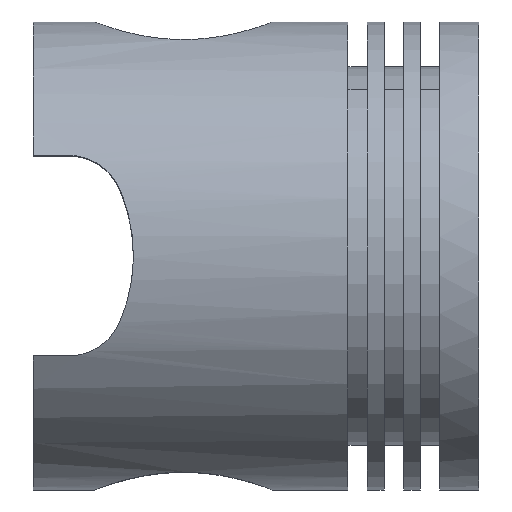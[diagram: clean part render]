
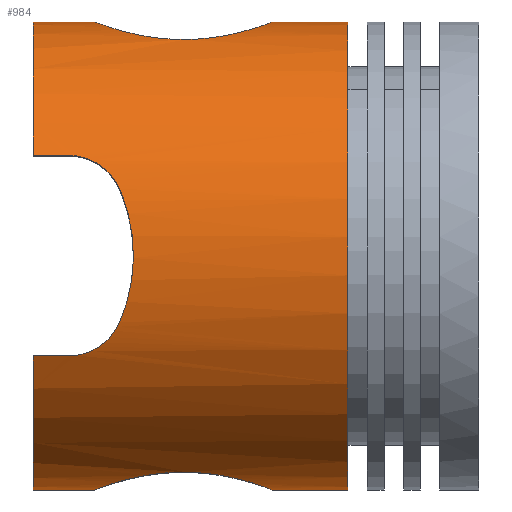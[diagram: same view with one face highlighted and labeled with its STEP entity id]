
A CAD part, top view. The second image highlights one B-rep face of the part: STEP entity #984.
In plain terms, the highlighted cylindrical face has radius 42 mm (diameter 84 mm), a partial arc.
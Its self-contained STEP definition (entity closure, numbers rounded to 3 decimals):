
#160=CARTESIAN_POINT('Vertex',(11.,42.,0.)) ;
#164=CARTESIAN_POINT('Control Point',(11.,42.,0.)) ;
#165=CARTESIAN_POINT('Control Point',(11.,42.,2.192)) ;
#166=CARTESIAN_POINT('Control Point',(11.375,41.857,4.383)) ;
#167=CARTESIAN_POINT('Control Point',(12.126,41.571,6.473)) ;
#168=CARTESIAN_POINT('Control Point',(13.794,40.983,9.432)) ;
#169=CARTESIAN_POINT('Control Point',(16.13,40.313,11.83)) ;
#170=CARTESIAN_POINT('Control Point',(17.037,40.075,12.604)) ;
#171=CARTESIAN_POINT('Control Point',(19.734,39.444,14.502)) ;
#172=CARTESIAN_POINT('Control Point',(22.876,38.971,15.679)) ;
#173=CARTESIAN_POINT('Control Point',(25.011,38.791,16.095)) ;
#174=CARTESIAN_POINT('Control Point',(29.516,38.76,16.189)) ;
#175=CARTESIAN_POINT('Control Point',(33.767,39.329,14.772)) ;
#176=CARTESIAN_POINT('Control Point',(35.79,39.755,13.656)) ;
#177=CARTESIAN_POINT('Control Point',(39.364,40.691,10.776)) ;
#178=CARTESIAN_POINT('Control Point',(41.744,41.521,6.825)) ;
#179=CARTESIAN_POINT('Control Point',(42.581,41.84,4.63)) ;
#180=CARTESIAN_POINT('Control Point',(43.,42.,2.315)) ;
#181=CARTESIAN_POINT('Control Point',(43.,42.,0.)) ;
#182=CARTESIAN_POINT('Vertex',(43.,42.,0.)) ;
#230=CARTESIAN_POINT('Vertex',(11.,-42.,0.)) ;
#252=CARTESIAN_POINT('Vertex',(43.,-42.,0.)) ;
#303=CARTESIAN_POINT('Vertex',(0.,-18.,37.947)) ;
#331=CARTESIAN_POINT('Vertex',(0.,-42.,0.)) ;
#334=CARTESIAN_POINT('Axis2P3D Location',(0.,0.,0.)) ;
#517=CARTESIAN_POINT('Vertex',(0.,18.,37.947)) ;
#520=CARTESIAN_POINT('Axis2P3D Location',(0.,0.,0.)) ;
#524=CARTESIAN_POINT('Vertex',(0.,42.,0.)) ;
#579=CARTESIAN_POINT('Line Origine',(3.165,18.,37.947)) ;
#583=CARTESIAN_POINT('Vertex',(6.33,18.,37.947)) ;
#652=CARTESIAN_POINT('Vertex',(6.33,-18.,37.947)) ;
#658=CARTESIAN_POINT('Control Point',(6.33,-18.,37.947)) ;
#659=CARTESIAN_POINT('Control Point',(8.702,-18.,37.947)) ;
#660=CARTESIAN_POINT('Control Point',(11.081,-17.289,38.286)) ;
#661=CARTESIAN_POINT('Control Point',(13.072,-15.909,38.938)) ;
#662=CARTESIAN_POINT('Control Point',(14.58,-14.097,39.624)) ;
#663=CARTESIAN_POINT('Control Point',(15.495,-12.,40.249)) ;
#664=CARTESIAN_POINT('Vertex',(15.495,-12.,40.249)) ;
#792=CARTESIAN_POINT('Control Point',(15.495,-12.,40.249)) ;
#793=CARTESIAN_POINT('Control Point',(16.44,-9.837,40.894)) ;
#794=CARTESIAN_POINT('Control Point',(17.184,-7.55,41.418)) ;
#795=CARTESIAN_POINT('Control Point',(17.705,-5.164,41.789)) ;
#796=CARTESIAN_POINT('Control Point',(18.26,-0.168,42.186)) ;
#797=CARTESIAN_POINT('Control Point',(17.773,4.842,41.838)) ;
#798=CARTESIAN_POINT('Control Point',(17.251,7.345,41.464)) ;
#799=CARTESIAN_POINT('Control Point',(16.482,9.74,40.923)) ;
#800=CARTESIAN_POINT('Control Point',(15.495,12.,40.249)) ;
#801=CARTESIAN_POINT('Vertex',(15.495,12.,40.249)) ;
#835=CARTESIAN_POINT('Control Point',(6.33,18.,37.947)) ;
#836=CARTESIAN_POINT('Control Point',(8.702,18.,37.947)) ;
#837=CARTESIAN_POINT('Control Point',(11.081,17.289,38.286)) ;
#838=CARTESIAN_POINT('Control Point',(13.072,15.909,38.938)) ;
#839=CARTESIAN_POINT('Control Point',(14.58,14.097,39.624)) ;
#840=CARTESIAN_POINT('Control Point',(15.495,12.,40.249)) ;
#870=CARTESIAN_POINT('Line Origine',(3.165,-18.,37.947)) ;
#883=CARTESIAN_POINT('Control Point',(11.,-42.,0.)) ;
#884=CARTESIAN_POINT('Control Point',(11.,-42.,2.192)) ;
#885=CARTESIAN_POINT('Control Point',(11.375,-41.857,4.383)) ;
#886=CARTESIAN_POINT('Control Point',(12.126,-41.571,6.473)) ;
#887=CARTESIAN_POINT('Control Point',(13.794,-40.983,9.432)) ;
#888=CARTESIAN_POINT('Control Point',(16.13,-40.313,11.83)) ;
#889=CARTESIAN_POINT('Control Point',(17.037,-40.075,12.604)) ;
#890=CARTESIAN_POINT('Control Point',(19.734,-39.444,14.502)) ;
#891=CARTESIAN_POINT('Control Point',(22.876,-38.971,15.679)) ;
#892=CARTESIAN_POINT('Control Point',(25.011,-38.791,16.095)) ;
#893=CARTESIAN_POINT('Control Point',(29.516,-38.76,16.189)) ;
#894=CARTESIAN_POINT('Control Point',(33.767,-39.329,14.772)) ;
#895=CARTESIAN_POINT('Control Point',(35.79,-39.755,13.656)) ;
#896=CARTESIAN_POINT('Control Point',(39.364,-40.691,10.776)) ;
#897=CARTESIAN_POINT('Control Point',(41.744,-41.521,6.825)) ;
#898=CARTESIAN_POINT('Control Point',(42.581,-41.84,4.63)) ;
#899=CARTESIAN_POINT('Control Point',(43.,-42.,2.315)) ;
#900=CARTESIAN_POINT('Control Point',(43.,-42.,0.)) ;
#926=CARTESIAN_POINT('Axis2P3D Location',(40.,0.,0.)) ;
#931=CARTESIAN_POINT('Line Origine',(40.,42.,0.)) ;
#936=CARTESIAN_POINT('Line Origine',(40.,-42.,0.)) ;
#941=CARTESIAN_POINT('Line Origine',(40.,-42.,0.)) ;
#945=CARTESIAN_POINT('Vertex',(56.5,-42.,0.)) ;
#948=CARTESIAN_POINT('Axis2P3D Location',(56.5,0.,0.)) ;
#952=CARTESIAN_POINT('Vertex',(56.5,36.858,20.136)) ;
#955=CARTESIAN_POINT('Axis2P3D Location',(56.5,0.,0.)) ;
#959=CARTESIAN_POINT('Vertex',(56.5,42.,0.)) ;
#962=CARTESIAN_POINT('Line Origine',(40.,42.,0.)) ;
#335=DIRECTION('Axis2P3D Direction',(1.,0.,0.)) ;
#521=DIRECTION('Axis2P3D Direction',(1.,0.,0.)) ;
#580=DIRECTION('Vector Direction',(-1.,0.,0.)) ;
#871=DIRECTION('Vector Direction',(-1.,0.,0.)) ;
#927=DIRECTION('Axis2P3D Direction',(1.,0.,0.)) ;
#928=DIRECTION('Axis2P3D XDirection',(0.,1.,0.)) ;
#932=DIRECTION('Vector Direction',(1.,0.,0.)) ;
#937=DIRECTION('Vector Direction',(1.,0.,0.)) ;
#942=DIRECTION('Vector Direction',(1.,0.,0.)) ;
#949=DIRECTION('Axis2P3D Direction',(1.,0.,0.)) ;
#956=DIRECTION('Axis2P3D Direction',(1.,0.,0.)) ;
#963=DIRECTION('Vector Direction',(1.,0.,0.)) ;
#336=AXIS2_PLACEMENT_3D('Circle Axis2P3D',#334,#335,$) ;
#522=AXIS2_PLACEMENT_3D('Circle Axis2P3D',#520,#521,$) ;
#929=AXIS2_PLACEMENT_3D('Cylinder Axis2P3D',#926,#927,#928) ;
#950=AXIS2_PLACEMENT_3D('Circle Axis2P3D',#948,#949,$) ;
#957=AXIS2_PLACEMENT_3D('Circle Axis2P3D',#955,#956,$) ;
#968=ORIENTED_EDGE('',*,*,#935,.F.) ;
#969=ORIENTED_EDGE('',*,*,#526,.T.) ;
#970=ORIENTED_EDGE('',*,*,#585,.F.) ;
#971=ORIENTED_EDGE('',*,*,#841,.T.) ;
#972=ORIENTED_EDGE('',*,*,#803,.F.) ;
#973=ORIENTED_EDGE('',*,*,#666,.T.) ;
#974=ORIENTED_EDGE('',*,*,#874,.T.) ;
#975=ORIENTED_EDGE('',*,*,#338,.T.) ;
#976=ORIENTED_EDGE('',*,*,#940,.T.) ;
#977=ORIENTED_EDGE('',*,*,#901,.T.) ;
#978=ORIENTED_EDGE('',*,*,#947,.T.) ;
#979=ORIENTED_EDGE('',*,*,#954,.F.) ;
#980=ORIENTED_EDGE('',*,*,#961,.F.) ;
#981=ORIENTED_EDGE('',*,*,#966,.F.) ;
#982=ORIENTED_EDGE('',*,*,#184,.F.) ;
#581=VECTOR('Line Direction',#580,1.) ;
#872=VECTOR('Line Direction',#871,1.) ;
#933=VECTOR('Line Direction',#932,1.) ;
#938=VECTOR('Line Direction',#937,1.) ;
#943=VECTOR('Line Direction',#942,1.) ;
#964=VECTOR('Line Direction',#963,1.) ;
#984=ADVANCED_FACE('PartBody',(#983),#930,.T.) ;
#163=B_SPLINE_CURVE_WITH_KNOTS('',5,(#164,#165,#166,#167,#168,#169,#170,#171,#172,#173,#174,#175,#176,#177,#178,#179,#180,#181),.UNSPECIFIED.,.F.,.U.,(6,3,3,3,3,6),(0.,15.497,24.043,39.138,55.406,71.776),.UNSPECIFIED.) ;
#657=B_SPLINE_CURVE_WITH_KNOTS('',5,(#658,#659,#660,#661,#662,#663),.UNSPECIFIED.,.F.,.U.,(6,6),(0.,16.774),.UNSPECIFIED.) ;
#791=B_SPLINE_CURVE_WITH_KNOTS('',5,(#792,#793,#794,#795,#796,#797,#798,#799,#800),.UNSPECIFIED.,.F.,.U.,(6,3,6),(10.37,27.67,45.747),.UNSPECIFIED.) ;
#834=B_SPLINE_CURVE_WITH_KNOTS('',5,(#835,#836,#837,#838,#839,#840),.UNSPECIFIED.,.F.,.U.,(6,6),(0.,16.774),.UNSPECIFIED.) ;
#882=B_SPLINE_CURVE_WITH_KNOTS('',5,(#883,#884,#885,#886,#887,#888,#889,#890,#891,#892,#893,#894,#895,#896,#897,#898,#899,#900),.UNSPECIFIED.,.F.,.U.,(6,3,3,3,3,6),(0.,15.497,24.043,39.138,55.406,71.776),.UNSPECIFIED.) ;
#337=CIRCLE('generated circle',#336,42.) ;
#523=CIRCLE('generated circle',#522,42.) ;
#951=CIRCLE('generated circle',#950,42.) ;
#958=CIRCLE('generated circle',#957,42.) ;
#930=CYLINDRICAL_SURFACE('generated cylinder',#929,42.) ;
#184=EDGE_CURVE('',#161,#183,#163,.T.) ;
#338=EDGE_CURVE('',#304,#332,#337,.T.) ;
#526=EDGE_CURVE('',#525,#518,#523,.T.) ;
#585=EDGE_CURVE('',#584,#518,#582,.T.) ;
#666=EDGE_CURVE('',#665,#653,#657,.F.) ;
#803=EDGE_CURVE('',#665,#802,#791,.T.) ;
#841=EDGE_CURVE('',#584,#802,#834,.T.) ;
#874=EDGE_CURVE('',#653,#304,#873,.T.) ;
#901=EDGE_CURVE('',#231,#253,#882,.T.) ;
#935=EDGE_CURVE('',#525,#161,#934,.T.) ;
#940=EDGE_CURVE('',#332,#231,#939,.T.) ;
#947=EDGE_CURVE('',#253,#946,#944,.T.) ;
#954=EDGE_CURVE('',#953,#946,#951,.T.) ;
#961=EDGE_CURVE('',#960,#953,#958,.T.) ;
#966=EDGE_CURVE('',#183,#960,#965,.T.) ;
#967=EDGE_LOOP('',(#968,#969,#970,#971,#972,#973,#974,#975,#976,#977,#978,#979,#980,#981,#982)) ;
#983=FACE_OUTER_BOUND('',#967,.T.) ;
#582=LINE('Line',#579,#581) ;
#873=LINE('Line',#870,#872) ;
#934=LINE('Line',#931,#933) ;
#939=LINE('Line',#936,#938) ;
#944=LINE('Line',#941,#943) ;
#965=LINE('Line',#962,#964) ;
#161=VERTEX_POINT('',#160) ;
#183=VERTEX_POINT('',#182) ;
#231=VERTEX_POINT('',#230) ;
#253=VERTEX_POINT('',#252) ;
#304=VERTEX_POINT('',#303) ;
#332=VERTEX_POINT('',#331) ;
#518=VERTEX_POINT('',#517) ;
#525=VERTEX_POINT('',#524) ;
#584=VERTEX_POINT('',#583) ;
#653=VERTEX_POINT('',#652) ;
#665=VERTEX_POINT('',#664) ;
#802=VERTEX_POINT('',#801) ;
#946=VERTEX_POINT('',#945) ;
#953=VERTEX_POINT('',#952) ;
#960=VERTEX_POINT('',#959) ;
